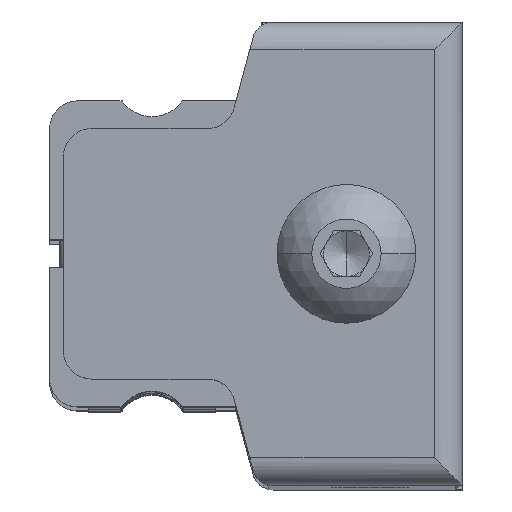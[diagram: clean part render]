
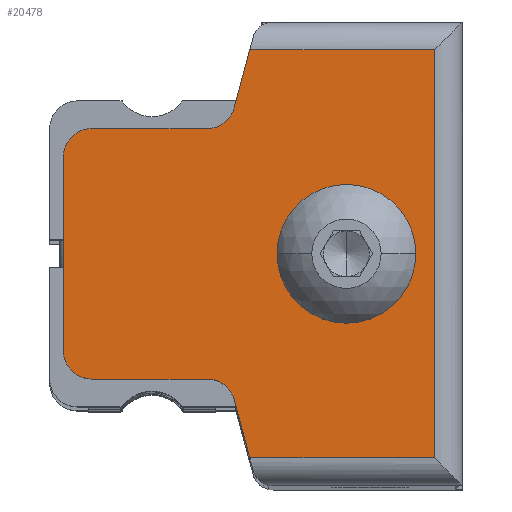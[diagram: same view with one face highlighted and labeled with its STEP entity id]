
A CAD part, top view. The second image highlights one B-rep face of the part: STEP entity #20478.
In plain terms, the highlighted planar face has unit normal (0, 0, 1).
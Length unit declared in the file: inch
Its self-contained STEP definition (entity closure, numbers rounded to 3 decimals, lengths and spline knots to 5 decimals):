
#356 = VECTOR ( 'NONE', #3365, 39.37008 ) ;
#478 = DIRECTION ( 'NONE',  ( 0., 0., -1. ) ) ;
#745 = CARTESIAN_POINT ( 'NONE',  ( 0.85236, -0.125, -0.68807 ) ) ;
#796 = FACE_OUTER_BOUND ( 'NONE', #2602, .T. ) ;
#859 = ORIENTED_EDGE ( 'NONE', *, *, #9620, .T. ) ;
#1006 = DIRECTION ( 'NONE',  ( 0., -1., 0. ) ) ;
#1077 = CARTESIAN_POINT ( 'NONE',  ( 0.30236, 0.21, -0.68807 ) ) ;
#1389 = DIRECTION ( 'NONE',  ( 1., 0., 0. ) ) ;
#2098 = VERTEX_POINT ( 'NONE', #25753 ) ;
#2137 = CARTESIAN_POINT ( 'NONE',  ( 0.61032, -0.31447, -0.68807 ) ) ;
#2258 = LINE ( 'NONE', #10242, #10947 ) ;
#2602 = EDGE_LOOP ( 'NONE', ( #18672, #21912, #13069, #8570, #11958, #17803, #19474, #4551, #15119, #5892, #20793, #859 ) ) ;
#3046 = LINE ( 'NONE', #21011, #24676 ) ;
#3070 = AXIS2_PLACEMENT_3D ( 'NONE', #20271, #10426, #17557 ) ;
#3365 = DIRECTION ( 'NONE',  ( 0.259, -0.966, 0. ) ) ;
#3590 = VERTEX_POINT ( 'NONE', #2137 ) ;
#3717 = EDGE_CURVE ( 'NONE', #4167, #6960, #3046, .T. ) ;
#4160 = DIRECTION ( 'NONE',  ( 0., 1., 0. ) ) ;
#4167 = VERTEX_POINT ( 'NONE', #23347 ) ;
#4433 = CARTESIAN_POINT ( 'NONE',  ( 0.55236, 0.33, -0.68807 ) ) ;
#4551 = ORIENTED_EDGE ( 'NONE', *, *, #3717, .T. ) ;
#4680 = VERTEX_POINT ( 'NONE', #10009 ) ;
#4755 = CIRCLE ( 'NONE', #3070, 0.06 ) ;
#4805 = VERTEX_POINT ( 'NONE', #18132 ) ;
#5047 = CARTESIAN_POINT ( 'NONE',  ( 0.85236, 0., -0.68807 ) ) ;
#5168 = DIRECTION ( 'NONE',  ( 0., 1., 0. ) ) ;
#5524 = VECTOR ( 'NONE', #1006, 39.37008 ) ;
#5589 = CIRCLE ( 'NONE', #23953, 0.125 ) ;
#5892 = ORIENTED_EDGE ( 'NONE', *, *, #25129, .T. ) ;
#5915 = VERTEX_POINT ( 'NONE', #6344 ) ;
#5932 = CARTESIAN_POINT ( 'NONE',  ( 0.61236, 0.27, -0.68807 ) ) ;
#6344 = CARTESIAN_POINT ( 'NONE',  ( 0.64395, -0.44, -0.68807 ) ) ;
#6803 = CARTESIAN_POINT ( 'NONE',  ( 0.64395, 0.44, -0.68807 ) ) ;
#6807 = AXIS2_PLACEMENT_3D ( 'NONE', #1077, #15501, #5168 ) ;
#6960 = VERTEX_POINT ( 'NONE', #16411 ) ;
#7262 = CARTESIAN_POINT ( 'NONE',  ( 1.04236, 0.44, -0.68807 ) ) ;
#7524 = CARTESIAN_POINT ( 'NONE',  ( 0.61032, 0.31447, -0.68807 ) ) ;
#7659 = EDGE_CURVE ( 'NONE', #22419, #4167, #4755, .T. ) ;
#7688 = LINE ( 'NONE', #11475, #356 ) ;
#8570 = ORIENTED_EDGE ( 'NONE', *, *, #14816, .T. ) ;
#8708 = AXIS2_PLACEMENT_3D ( 'NONE', #17895, #25921, #11151 ) ;
#8739 = VECTOR ( 'NONE', #8967, 39.37008 ) ;
#8811 = FACE_BOUND ( 'NONE', #25288, .T. ) ;
#8877 = ORIENTED_EDGE ( 'NONE', *, *, #11029, .F. ) ;
#8967 = DIRECTION ( 'NONE',  ( -0.259, -0.966, 0. ) ) ;
#9270 = CARTESIAN_POINT ( 'NONE',  ( 0.24236, -0.44, -0.68807 ) ) ;
#9620 = EDGE_CURVE ( 'NONE', #2098, #17596, #2258, .T. ) ;
#9737 = AXIS2_PLACEMENT_3D ( 'NONE', #4433, #478, #16599 ) ;
#10009 = CARTESIAN_POINT ( 'NONE',  ( 0.85236, 0.125, -0.68807 ) ) ;
#10242 = CARTESIAN_POINT ( 'NONE',  ( 1.04236, 0.27, -0.68807 ) ) ;
#10302 = LINE ( 'NONE', #16208, #21172 ) ;
#10426 = DIRECTION ( 'NONE',  ( 0., 0., 1. ) ) ;
#10721 = VECTOR ( 'NONE', #1389, 39.37008 ) ;
#10947 = VECTOR ( 'NONE', #18629, 39.37008 ) ;
#11029 = EDGE_CURVE ( 'NONE', #23496, #4680, #5589, .T. ) ;
#11151 = DIRECTION ( 'NONE',  ( 0., 1., 0. ) ) ;
#11475 = CARTESIAN_POINT ( 'NONE',  ( 0.61032, -0.31447, -0.68807 ) ) ;
#11526 = CARTESIAN_POINT ( 'NONE',  ( 0.55236, 0.27, -0.68807 ) ) ;
#11619 = LINE ( 'NONE', #9270, #10721 ) ;
#11821 = EDGE_CURVE ( 'NONE', #4805, #18387, #21058, .T. ) ;
#11958 = ORIENTED_EDGE ( 'NONE', *, *, #24327, .T. ) ;
#11960 = VECTOR ( 'NONE', #17703, 39.37008 ) ;
#12958 = DIRECTION ( 'NONE',  ( 0., -1., 0. ) ) ;
#13069 = ORIENTED_EDGE ( 'NONE', *, *, #11821, .T. ) ;
#13814 = CARTESIAN_POINT ( 'NONE',  ( 0.30236, 0.27, -0.68807 ) ) ;
#14067 = EDGE_CURVE ( 'NONE', #17596, #23434, #10302, .T. ) ;
#14113 = CARTESIAN_POINT ( 'NONE',  ( 0.55236, -0.33, -0.68807 ) ) ;
#14816 = EDGE_CURVE ( 'NONE', #18387, #18910, #23639, .T. ) ;
#14825 = PLANE ( 'NONE',  #8708 ) ;
#14927 = CARTESIAN_POINT ( 'NONE',  ( 0.85236, 0., -0.68807 ) ) ;
#15119 = ORIENTED_EDGE ( 'NONE', *, *, #22592, .T. ) ;
#15299 = CARTESIAN_POINT ( 'NONE',  ( 0.24236, -0.27, -0.68807 ) ) ;
#15501 = DIRECTION ( 'NONE',  ( 0., 0., 1. ) ) ;
#15937 = DIRECTION ( 'NONE',  ( 0., 0., -1. ) ) ;
#16208 = CARTESIAN_POINT ( 'NONE',  ( 0.24236, 0.44, -0.68807 ) ) ;
#16411 = CARTESIAN_POINT ( 'NONE',  ( 0.55236, -0.27, -0.68807 ) ) ;
#16599 = DIRECTION ( 'NONE',  ( 0., 1., 0. ) ) ;
#16749 = EDGE_CURVE ( 'NONE', #5915, #2098, #11619, .T. ) ;
#16924 = VERTEX_POINT ( 'NONE', #25936 ) ;
#17247 = CIRCLE ( 'NONE', #6807, 0.06 ) ;
#17338 = LINE ( 'NONE', #7524, #8739 ) ;
#17526 = LINE ( 'NONE', #15299, #5524 ) ;
#17557 = DIRECTION ( 'NONE',  ( 0., 1., 0. ) ) ;
#17596 = VERTEX_POINT ( 'NONE', #7262 ) ;
#17703 = DIRECTION ( 'NONE',  ( -1., 0., 0. ) ) ;
#17803 = ORIENTED_EDGE ( 'NONE', *, *, #23566, .T. ) ;
#17895 = CARTESIAN_POINT ( 'NONE',  ( 0.24236, 0.27, -0.68807 ) ) ;
#18043 = ORIENTED_EDGE ( 'NONE', *, *, #21093, .F. ) ;
#18132 = CARTESIAN_POINT ( 'NONE',  ( 0.61032, 0.31447, -0.68807 ) ) ;
#18387 = VERTEX_POINT ( 'NONE', #11526 ) ;
#18629 = DIRECTION ( 'NONE',  ( 0., 1., 0. ) ) ;
#18672 = ORIENTED_EDGE ( 'NONE', *, *, #14067, .T. ) ;
#18785 = EDGE_CURVE ( 'NONE', #23434, #4805, #17338, .T. ) ;
#18843 = CIRCLE ( 'NONE', #21403, 0.06 ) ;
#18910 = VERTEX_POINT ( 'NONE', #13814 ) ;
#19161 = DIRECTION ( 'NONE',  ( 1., 0., 0. ) ) ;
#19474 = ORIENTED_EDGE ( 'NONE', *, *, #7659, .T. ) ;
#20043 = CIRCLE ( 'NONE', #25079, 0.125 ) ;
#20271 = CARTESIAN_POINT ( 'NONE',  ( 0.30236, -0.21, -0.68807 ) ) ;
#20478 = ADVANCED_FACE ( 'NONE', ( #796, #8811 ), #14825, .F. ) ;
#20793 = ORIENTED_EDGE ( 'NONE', *, *, #16749, .T. ) ;
#21011 = CARTESIAN_POINT ( 'NONE',  ( 0.61236, -0.27, -0.68807 ) ) ;
#21045 = DIRECTION ( 'NONE',  ( 0., -1., 0. ) ) ;
#21058 = CIRCLE ( 'NONE', #9737, 0.06 ) ;
#21093 = EDGE_CURVE ( 'NONE', #4680, #23496, #20043, .T. ) ;
#21172 = VECTOR ( 'NONE', #24355, 39.37008 ) ;
#21403 = AXIS2_PLACEMENT_3D ( 'NONE', #14113, #15937, #4160 ) ;
#21912 = ORIENTED_EDGE ( 'NONE', *, *, #18785, .T. ) ;
#22419 = VERTEX_POINT ( 'NONE', #23321 ) ;
#22592 = EDGE_CURVE ( 'NONE', #6960, #3590, #18843, .T. ) ;
#22877 = DIRECTION ( 'NONE',  ( 0., 0., 1. ) ) ;
#22947 = DIRECTION ( 'NONE',  ( 0., 0., 1. ) ) ;
#23321 = CARTESIAN_POINT ( 'NONE',  ( 0.24236, -0.21, -0.68807 ) ) ;
#23347 = CARTESIAN_POINT ( 'NONE',  ( 0.30236, -0.27, -0.68807 ) ) ;
#23434 = VERTEX_POINT ( 'NONE', #6803 ) ;
#23496 = VERTEX_POINT ( 'NONE', #745 ) ;
#23566 = EDGE_CURVE ( 'NONE', #16924, #22419, #17526, .T. ) ;
#23639 = LINE ( 'NONE', #5932, #11960 ) ;
#23953 = AXIS2_PLACEMENT_3D ( 'NONE', #5047, #22877, #21045 ) ;
#24327 = EDGE_CURVE ( 'NONE', #18910, #16924, #17247, .T. ) ;
#24355 = DIRECTION ( 'NONE',  ( -1., 0., 0. ) ) ;
#24676 = VECTOR ( 'NONE', #19161, 39.37008 ) ;
#25079 = AXIS2_PLACEMENT_3D ( 'NONE', #14927, #22947, #12958 ) ;
#25129 = EDGE_CURVE ( 'NONE', #3590, #5915, #7688, .T. ) ;
#25288 = EDGE_LOOP ( 'NONE', ( #18043, #8877 ) ) ;
#25753 = CARTESIAN_POINT ( 'NONE',  ( 1.04236, -0.44, -0.68807 ) ) ;
#25921 = DIRECTION ( 'NONE',  ( 0., 0., -1. ) ) ;
#25936 = CARTESIAN_POINT ( 'NONE',  ( 0.24236, 0.21, -0.68807 ) ) ;
